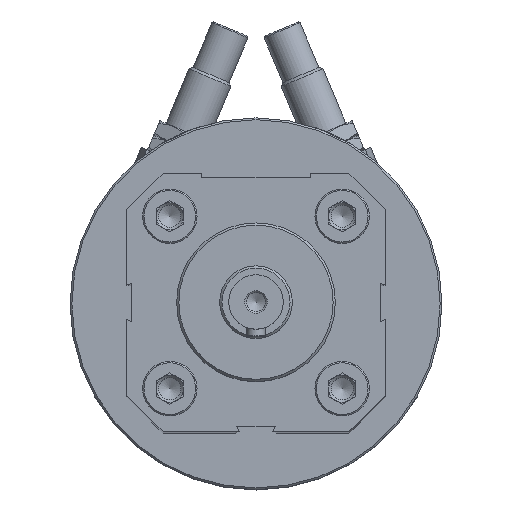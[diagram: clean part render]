
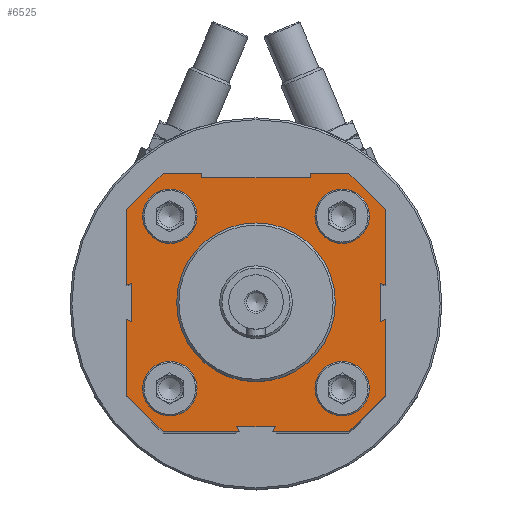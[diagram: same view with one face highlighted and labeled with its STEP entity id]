
A CAD part, top view. The second image highlights one B-rep face of the part: STEP entity #6525.
In plain terms, the highlighted face is planar.
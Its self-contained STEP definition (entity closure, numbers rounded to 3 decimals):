
#340=LINE('',#10005,#863);
#341=LINE('',#10008,#864);
#342=LINE('',#10010,#865);
#343=LINE('',#10012,#866);
#344=LINE('',#10014,#867);
#345=LINE('',#10016,#868);
#346=LINE('',#10018,#869);
#347=LINE('',#10020,#870);
#348=LINE('',#10022,#871);
#349=LINE('',#10024,#872);
#350=LINE('',#10026,#873);
#351=LINE('',#10028,#874);
#352=LINE('',#10030,#875);
#353=LINE('',#10032,#876);
#354=LINE('',#10034,#877);
#355=LINE('',#10036,#878);
#356=LINE('',#10038,#879);
#357=LINE('',#10040,#880);
#358=LINE('',#10042,#881);
#359=LINE('',#10044,#882);
#360=LINE('',#10046,#883);
#361=LINE('',#10048,#884);
#362=LINE('',#10050,#885);
#363=LINE('',#10052,#886);
#863=VECTOR('',#7880,1000.);
#864=VECTOR('',#7881,1000.);
#865=VECTOR('',#7882,1000.);
#866=VECTOR('',#7883,1000.);
#867=VECTOR('',#7884,1000.);
#868=VECTOR('',#7885,1000.);
#869=VECTOR('',#7886,1000.);
#870=VECTOR('',#7887,1000.);
#871=VECTOR('',#7888,1000.);
#872=VECTOR('',#7889,1000.);
#873=VECTOR('',#7890,1000.);
#874=VECTOR('',#7891,1000.);
#875=VECTOR('',#7892,1000.);
#876=VECTOR('',#7893,1000.);
#877=VECTOR('',#7894,1000.);
#878=VECTOR('',#7895,1000.);
#879=VECTOR('',#7896,1000.);
#880=VECTOR('',#7897,1000.);
#881=VECTOR('',#7898,1000.);
#882=VECTOR('',#7899,1000.);
#883=VECTOR('',#7900,1000.);
#884=VECTOR('',#7901,1000.);
#885=VECTOR('',#7902,1000.);
#886=VECTOR('',#7903,1000.);
#1386=ORIENTED_EDGE('',*,*,#3200,.F.);
#1387=ORIENTED_EDGE('',*,*,#3201,.F.);
#1388=ORIENTED_EDGE('',*,*,#3202,.F.);
#1389=ORIENTED_EDGE('',*,*,#3203,.F.);
#1390=ORIENTED_EDGE('',*,*,#3204,.F.);
#1391=ORIENTED_EDGE('',*,*,#3205,.F.);
#1392=ORIENTED_EDGE('',*,*,#3206,.F.);
#1393=ORIENTED_EDGE('',*,*,#3207,.F.);
#1394=ORIENTED_EDGE('',*,*,#3208,.F.);
#1395=ORIENTED_EDGE('',*,*,#3209,.F.);
#1396=ORIENTED_EDGE('',*,*,#3210,.F.);
#1397=ORIENTED_EDGE('',*,*,#3211,.F.);
#1398=ORIENTED_EDGE('',*,*,#3212,.F.);
#1399=ORIENTED_EDGE('',*,*,#3213,.F.);
#1400=ORIENTED_EDGE('',*,*,#3214,.F.);
#1401=ORIENTED_EDGE('',*,*,#3215,.F.);
#1402=ORIENTED_EDGE('',*,*,#3216,.F.);
#1403=ORIENTED_EDGE('',*,*,#3217,.F.);
#1404=ORIENTED_EDGE('',*,*,#3218,.F.);
#1405=ORIENTED_EDGE('',*,*,#3219,.F.);
#1406=ORIENTED_EDGE('',*,*,#3220,.F.);
#1407=ORIENTED_EDGE('',*,*,#3221,.F.);
#1408=ORIENTED_EDGE('',*,*,#3222,.F.);
#1409=ORIENTED_EDGE('',*,*,#3223,.F.);
#1410=ORIENTED_EDGE('',*,*,#3224,.F.);
#1411=ORIENTED_EDGE('',*,*,#3225,.F.);
#1412=ORIENTED_EDGE('',*,*,#3226,.F.);
#1413=ORIENTED_EDGE('',*,*,#3227,.F.);
#1414=ORIENTED_EDGE('',*,*,#3228,.F.);
#3200=EDGE_CURVE('',#4107,#4107,#4749,.T.);
#3201=EDGE_CURVE('',#4108,#4108,#4750,.T.);
#3202=EDGE_CURVE('',#4109,#4109,#4751,.F.);
#3203=EDGE_CURVE('',#4110,#4111,#340,.T.);
#3204=EDGE_CURVE('',#4112,#4110,#341,.T.);
#3205=EDGE_CURVE('',#4113,#4112,#342,.T.);
#3206=EDGE_CURVE('',#4114,#4113,#343,.T.);
#3207=EDGE_CURVE('',#4115,#4114,#344,.T.);
#3208=EDGE_CURVE('',#4116,#4115,#345,.T.);
#3209=EDGE_CURVE('',#4117,#4116,#346,.T.);
#3210=EDGE_CURVE('',#4118,#4117,#347,.T.);
#3211=EDGE_CURVE('',#4119,#4118,#348,.T.);
#3212=EDGE_CURVE('',#4120,#4119,#349,.T.);
#3213=EDGE_CURVE('',#4121,#4120,#350,.T.);
#3214=EDGE_CURVE('',#4122,#4121,#351,.T.);
#3215=EDGE_CURVE('',#4123,#4122,#352,.T.);
#3216=EDGE_CURVE('',#4124,#4123,#353,.T.);
#3217=EDGE_CURVE('',#4125,#4124,#354,.T.);
#3218=EDGE_CURVE('',#4126,#4125,#355,.T.);
#3219=EDGE_CURVE('',#4127,#4126,#356,.T.);
#3220=EDGE_CURVE('',#4128,#4127,#357,.T.);
#3221=EDGE_CURVE('',#4129,#4128,#358,.T.);
#3222=EDGE_CURVE('',#4130,#4129,#359,.T.);
#3223=EDGE_CURVE('',#4131,#4130,#360,.T.);
#3224=EDGE_CURVE('',#4132,#4131,#361,.T.);
#3225=EDGE_CURVE('',#4133,#4132,#362,.T.);
#3226=EDGE_CURVE('',#4111,#4133,#363,.T.);
#3227=EDGE_CURVE('',#4134,#4134,#4752,.T.);
#3228=EDGE_CURVE('',#4135,#4135,#4753,.T.);
#4107=VERTEX_POINT('',#10000);
#4108=VERTEX_POINT('',#10002);
#4109=VERTEX_POINT('',#10004);
#4110=VERTEX_POINT('',#10006);
#4111=VERTEX_POINT('',#10007);
#4112=VERTEX_POINT('',#10009);
#4113=VERTEX_POINT('',#10011);
#4114=VERTEX_POINT('',#10013);
#4115=VERTEX_POINT('',#10015);
#4116=VERTEX_POINT('',#10017);
#4117=VERTEX_POINT('',#10019);
#4118=VERTEX_POINT('',#10021);
#4119=VERTEX_POINT('',#10023);
#4120=VERTEX_POINT('',#10025);
#4121=VERTEX_POINT('',#10027);
#4122=VERTEX_POINT('',#10029);
#4123=VERTEX_POINT('',#10031);
#4124=VERTEX_POINT('',#10033);
#4125=VERTEX_POINT('',#10035);
#4126=VERTEX_POINT('',#10037);
#4127=VERTEX_POINT('',#10039);
#4128=VERTEX_POINT('',#10041);
#4129=VERTEX_POINT('',#10043);
#4130=VERTEX_POINT('',#10045);
#4131=VERTEX_POINT('',#10047);
#4132=VERTEX_POINT('',#10049);
#4133=VERTEX_POINT('',#10051);
#4134=VERTEX_POINT('',#10054);
#4135=VERTEX_POINT('',#10056);
#4749=CIRCLE('',#7070,6.);
#4750=CIRCLE('',#7071,6.);
#4751=CIRCLE('',#7072,17.5);
#4752=CIRCLE('',#7073,6.);
#4753=CIRCLE('',#7074,6.);
#5105=EDGE_LOOP('',(#1386));
#5106=EDGE_LOOP('',(#1387));
#5107=EDGE_LOOP('',(#1388));
#5108=EDGE_LOOP('',(#1389,#1390,#1391,#1392,#1393,#1394,#1395,#1396,#1397,
#1398,#1399,#1400,#1401,#1402,#1403,#1404,#1405,#1406,#1407,#1408,#1409,
#1410,#1411,#1412));
#5109=EDGE_LOOP('',(#1413));
#5110=EDGE_LOOP('',(#1414));
#5696=FACE_BOUND('',#5105,.T.);
#5697=FACE_BOUND('',#5106,.T.);
#5698=FACE_BOUND('',#5107,.T.);
#5699=FACE_BOUND('',#5108,.T.);
#5700=FACE_BOUND('',#5109,.T.);
#5701=FACE_BOUND('',#5110,.T.);
#6295=PLANE('',#7069);
#6525=ADVANCED_FACE('',(#5696,#5697,#5698,#5699,#5700,#5701),#6295,.F.);
#7069=AXIS2_PLACEMENT_3D('',#9998,#7872,#7873);
#7070=AXIS2_PLACEMENT_3D('',#9999,#7874,#7875);
#7071=AXIS2_PLACEMENT_3D('',#10001,#7876,#7877);
#7072=AXIS2_PLACEMENT_3D('',#10003,#7878,#7879);
#7073=AXIS2_PLACEMENT_3D('',#10053,#7904,#7905);
#7074=AXIS2_PLACEMENT_3D('',#10055,#7906,#7907);
#7872=DIRECTION('',(1.,0.,0.));
#7873=DIRECTION('',(0.,0.,-1.));
#7874=DIRECTION('',(-1.,0.,0.));
#7875=DIRECTION('',(0.,0.,1.));
#7876=DIRECTION('',(-1.,0.,0.));
#7877=DIRECTION('',(0.,0.,1.));
#7878=DIRECTION('',(1.,0.,0.));
#7879=DIRECTION('',(0.,0.,-1.));
#7880=DIRECTION('',(0.,-1.,0.));
#7881=DIRECTION('',(0.,0.429,0.903));
#7882=DIRECTION('',(0.,-1.,0.));
#7883=DIRECTION('',(0.,0.429,-0.903));
#7884=DIRECTION('',(0.,-1.,0.));
#7885=DIRECTION('',(0.,-0.707,0.707));
#7886=DIRECTION('',(0.,0.,1.));
#7887=DIRECTION('',(0.,0.996,0.087));
#7888=DIRECTION('',(0.,0.,1.));
#7889=DIRECTION('',(0.,-0.996,0.087));
#7890=DIRECTION('',(0.,0.,1.));
#7891=DIRECTION('',(0.,0.707,0.707));
#7892=DIRECTION('',(0.,1.,0.));
#7893=DIRECTION('',(0.,-0.429,-0.903));
#7894=DIRECTION('',(0.,1.,0.));
#7895=DIRECTION('',(0.,-0.429,0.903));
#7896=DIRECTION('',(0.,1.,0.));
#7897=DIRECTION('',(0.,0.707,-0.707));
#7898=DIRECTION('',(0.,0.,-1.));
#7899=DIRECTION('',(0.,-0.903,0.429));
#7900=DIRECTION('',(0.,0.,-1.));
#7901=DIRECTION('',(0.,0.903,0.429));
#7902=DIRECTION('',(0.,0.,-1.));
#7903=DIRECTION('',(0.,-0.707,-0.707));
#7904=DIRECTION('',(-1.,0.,0.));
#7905=DIRECTION('',(0.,0.,1.));
#7906=DIRECTION('',(-1.,0.,0.));
#7907=DIRECTION('',(0.,0.,1.));
#9998=CARTESIAN_POINT('',(-251.2,0.,0.));
#9999=CARTESIAN_POINT('',(-251.2,-19.,19.));
#10000=CARTESIAN_POINT('',(-251.2,-19.,25.));
#10001=CARTESIAN_POINT('',(-251.2,19.,-19.));
#10002=CARTESIAN_POINT('',(-251.2,19.,-13.));
#10003=CARTESIAN_POINT('',(-251.2,0.,0.));
#10004=CARTESIAN_POINT('',(-251.2,0.,-17.5));
#10005=CARTESIAN_POINT('',(-251.2,-3.734,28.5));
#10006=CARTESIAN_POINT('',(-251.2,-3.734,28.5));
#10007=CARTESIAN_POINT('',(-251.2,-20.5,28.5));
#10008=CARTESIAN_POINT('',(-251.2,-4.275,27.36));
#10009=CARTESIAN_POINT('',(-251.2,-4.275,27.36));
#10010=CARTESIAN_POINT('',(-251.2,4.275,27.36));
#10011=CARTESIAN_POINT('',(-251.2,4.275,27.36));
#10012=CARTESIAN_POINT('',(-251.2,3.734,28.5));
#10013=CARTESIAN_POINT('',(-251.2,3.734,28.5));
#10014=CARTESIAN_POINT('',(-251.2,20.5,28.5));
#10015=CARTESIAN_POINT('',(-251.2,20.5,28.5));
#10016=CARTESIAN_POINT('',(-251.2,28.5,20.5));
#10017=CARTESIAN_POINT('',(-251.2,28.5,20.5));
#10018=CARTESIAN_POINT('',(-251.2,28.5,12.));
#10019=CARTESIAN_POINT('',(-251.2,28.5,12.));
#10020=CARTESIAN_POINT('',(-251.2,27.474,11.91));
#10021=CARTESIAN_POINT('',(-251.2,27.474,11.91));
#10022=CARTESIAN_POINT('',(-251.2,27.474,-11.91));
#10023=CARTESIAN_POINT('',(-251.2,27.474,-11.91));
#10024=CARTESIAN_POINT('',(-251.2,28.5,-12.));
#10025=CARTESIAN_POINT('',(-251.2,28.5,-12.));
#10026=CARTESIAN_POINT('',(-251.2,28.5,-20.5));
#10027=CARTESIAN_POINT('',(-251.2,28.5,-20.5));
#10028=CARTESIAN_POINT('',(-251.2,20.5,-28.5));
#10029=CARTESIAN_POINT('',(-251.2,20.5,-28.5));
#10030=CARTESIAN_POINT('',(-251.2,3.734,-28.5));
#10031=CARTESIAN_POINT('',(-251.2,3.734,-28.5));
#10032=CARTESIAN_POINT('',(-251.2,4.275,-27.36));
#10033=CARTESIAN_POINT('',(-251.2,4.275,-27.36));
#10034=CARTESIAN_POINT('',(-251.2,-4.275,-27.36));
#10035=CARTESIAN_POINT('',(-251.2,-4.275,-27.36));
#10036=CARTESIAN_POINT('',(-251.2,-3.734,-28.5));
#10037=CARTESIAN_POINT('',(-251.2,-3.734,-28.5));
#10038=CARTESIAN_POINT('',(-251.2,-20.5,-28.5));
#10039=CARTESIAN_POINT('',(-251.2,-20.5,-28.5));
#10040=CARTESIAN_POINT('',(-251.2,-28.5,-20.5));
#10041=CARTESIAN_POINT('',(-251.2,-28.5,-20.5));
#10042=CARTESIAN_POINT('',(-251.2,-28.5,-3.734));
#10043=CARTESIAN_POINT('',(-251.2,-28.5,-3.734));
#10044=CARTESIAN_POINT('',(-251.2,-27.36,-4.275));
#10045=CARTESIAN_POINT('',(-251.2,-27.36,-4.275));
#10046=CARTESIAN_POINT('',(-251.2,-27.36,4.275));
#10047=CARTESIAN_POINT('',(-251.2,-27.36,4.275));
#10048=CARTESIAN_POINT('',(-251.2,-28.5,3.734));
#10049=CARTESIAN_POINT('',(-251.2,-28.5,3.734));
#10050=CARTESIAN_POINT('',(-251.2,-28.5,20.5));
#10051=CARTESIAN_POINT('',(-251.2,-28.5,20.5));
#10052=CARTESIAN_POINT('',(-251.2,-20.5,28.5));
#10053=CARTESIAN_POINT('',(-251.2,-19.,-19.));
#10054=CARTESIAN_POINT('',(-251.2,-19.,-13.));
#10055=CARTESIAN_POINT('',(-251.2,19.,19.));
#10056=CARTESIAN_POINT('',(-251.2,19.,25.));
